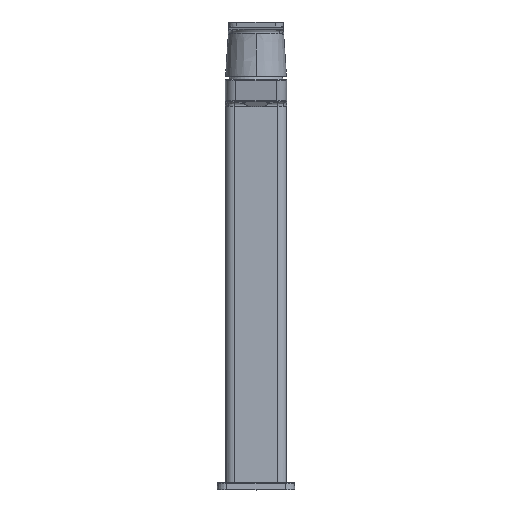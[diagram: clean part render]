
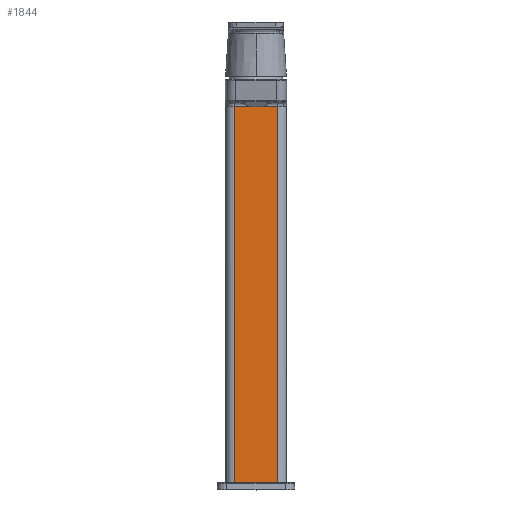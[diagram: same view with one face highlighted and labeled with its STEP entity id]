
A CAD part, top view. The second image highlights one B-rep face of the part: STEP entity #1844.
In plain terms, the highlighted planar face has unit normal (0, 0, 1).
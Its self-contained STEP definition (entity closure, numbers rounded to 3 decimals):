
#281 = DIRECTION ( 'NONE',  ( 1., 0., 0. ) ) ;
#325 = VERTEX_POINT ( 'NONE', #6288 ) ;
#699 = AXIS2_PLACEMENT_3D ( 'NONE', #7294, #5388, #6022 ) ;
#746 = EDGE_LOOP ( 'NONE', ( #5349, #8172, #4288, #7419 ) ) ;
#939 = DIRECTION ( 'NONE',  ( 0., -1., 0. ) ) ;
#1058 = VECTOR ( 'NONE', #939, 1000. ) ;
#1348 = PLANE ( 'NONE',  #699 ) ;
#1469 = VECTOR ( 'NONE', #6905, 1000. ) ;
#1844 = ADVANCED_FACE ( 'NONE', ( #2095 ), #1348, .T. ) ;
#1950 = EDGE_CURVE ( 'NONE', #5794, #325, #7999, .T. ) ;
#1982 = LINE ( 'NONE', #4243, #7063 ) ;
#2010 = EDGE_CURVE ( 'NONE', #3707, #2742, #4493, .T. ) ;
#2095 = FACE_OUTER_BOUND ( 'NONE', #746, .T. ) ;
#2742 = VERTEX_POINT ( 'NONE', #3252 ) ;
#3252 = CARTESIAN_POINT ( 'NONE',  ( 14.966, 0., 21. ) ) ;
#3707 = VERTEX_POINT ( 'NONE', #8581 ) ;
#4192 = EDGE_CURVE ( 'NONE', #3707, #5794, #4496, .T. ) ;
#4228 = CARTESIAN_POINT ( 'NONE',  ( -23., 258., 21. ) ) ;
#4243 = CARTESIAN_POINT ( 'NONE',  ( -9.693, 0., 21. ) ) ;
#4288 = ORIENTED_EDGE ( 'NONE', *, *, #5086, .T. ) ;
#4493 = LINE ( 'NONE', #8288, #1469 ) ;
#4496 = LINE ( 'NONE', #4228, #7487 ) ;
#4912 = DIRECTION ( 'NONE',  ( -1., 0., 0. ) ) ;
#4954 = CARTESIAN_POINT ( 'NONE',  ( -14.966, 258., 21. ) ) ;
#5086 = EDGE_CURVE ( 'NONE', #325, #2742, #1982, .T. ) ;
#5349 = ORIENTED_EDGE ( 'NONE', *, *, #4192, .T. ) ;
#5388 = DIRECTION ( 'NONE',  ( 0., 0., 1. ) ) ;
#5794 = VERTEX_POINT ( 'NONE', #4954 ) ;
#6022 = DIRECTION ( 'NONE',  ( 0., -1., 0. ) ) ;
#6288 = CARTESIAN_POINT ( 'NONE',  ( -14.966, 0., 21. ) ) ;
#6870 = CARTESIAN_POINT ( 'NONE',  ( -14.966, 261., 21. ) ) ;
#6905 = DIRECTION ( 'NONE',  ( 0., -1., 0. ) ) ;
#7063 = VECTOR ( 'NONE', #281, 1000. ) ;
#7294 = CARTESIAN_POINT ( 'NONE',  ( -23., 261., 21. ) ) ;
#7419 = ORIENTED_EDGE ( 'NONE', *, *, #2010, .F. ) ;
#7487 = VECTOR ( 'NONE', #4912, 1000. ) ;
#7999 = LINE ( 'NONE', #6870, #1058 ) ;
#8172 = ORIENTED_EDGE ( 'NONE', *, *, #1950, .T. ) ;
#8288 = CARTESIAN_POINT ( 'NONE',  ( 14.966, 138., 21. ) ) ;
#8581 = CARTESIAN_POINT ( 'NONE',  ( 14.966, 258., 21. ) ) ;
